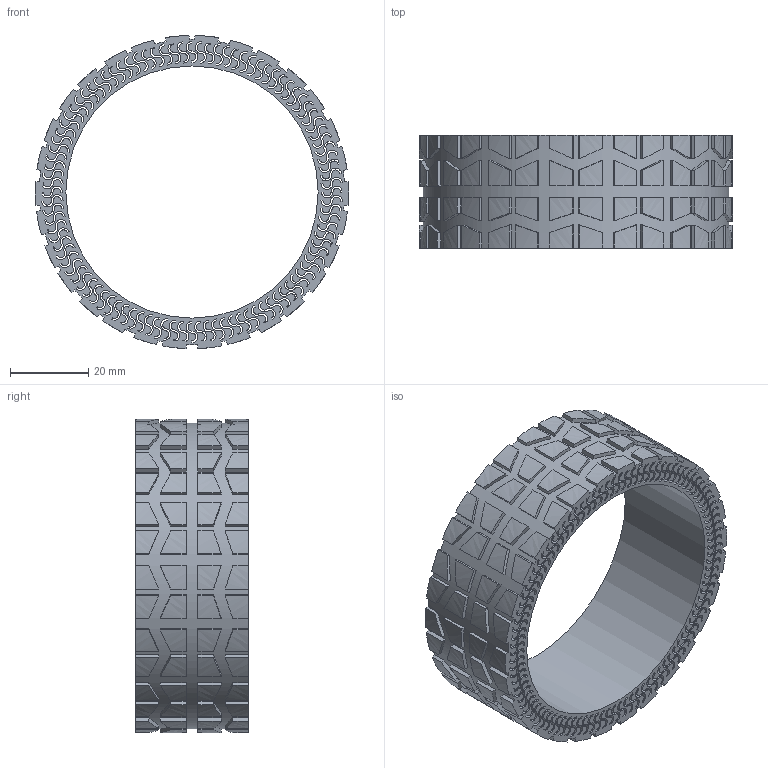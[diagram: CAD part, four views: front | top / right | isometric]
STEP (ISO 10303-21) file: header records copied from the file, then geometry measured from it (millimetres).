
FILE_DESCRIPTION(('FreeCAD Model'),'2;1');
FILE_NAME('Open CASCADE Shape Model','2026-01-23T09:55:59',('Author'),( ''),'Open CASCADE STEP processor 7.8','FreeCAD','Unknown');
FILE_SCHEMA(('AUTOMOTIVE_DESIGN { 1 0 10303 214 1 1 1 1 }'));
Length unit declared in the file: millimetre
Products named in the file (1): Tire
Bounding box: 80 x 28.8 x 79.96 mm (x, y, z)
Volume: 36303.7 mm3; surface area: 65701.6 mm2
Topology: 1 solids, 1 shells, 1854 faces, 5360 edges, 3576 vertices
Faces by surface type: plane 1332, cylinder 522
Full cylindrical faces by diameter (mm): 64.4 x1, 78 x1
Entity records: 61770 total; most frequent: CARTESIAN_POINT 10791, DIRECTION 10766, ORIENTED_EDGE 10720, EDGE_CURVE 5360, LINE 3664, VECTOR 3664, VERTEX_POINT 3576, AXIS2_PLACEMENT_3D 3551
